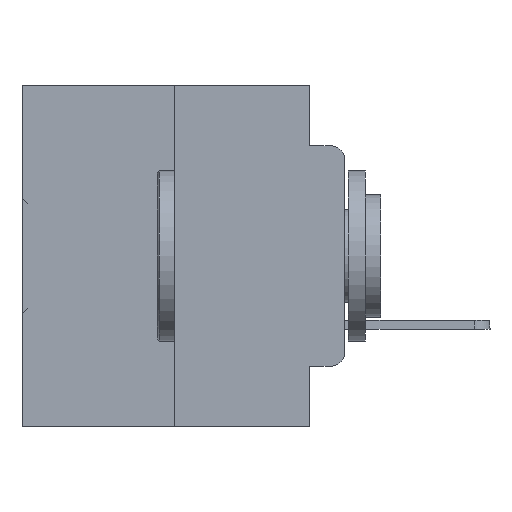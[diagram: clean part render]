
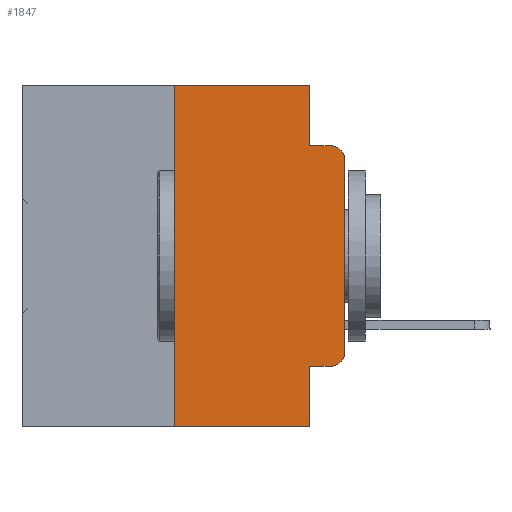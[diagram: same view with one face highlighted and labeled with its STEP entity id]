
A CAD part, left-side view. The second image highlights one B-rep face of the part: STEP entity #1847.
In plain terms, the highlighted planar face has unit normal (-1, 0, 0).
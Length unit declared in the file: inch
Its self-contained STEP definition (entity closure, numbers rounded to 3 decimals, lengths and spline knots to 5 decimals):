
#639 = CARTESIAN_POINT ( 'NONE',  ( 0., 0., -0.1085 ) ) ;
#666 = DIRECTION ( 'NONE',  ( 0., -1., 0. ) ) ;
#962 = ORIENTED_EDGE ( 'NONE', *, *, #22567, .F. ) ;
#1847 = ADVANCED_FACE ( 'NONE', ( #28333 ), #14209, .F. ) ;
#2248 = DIRECTION ( 'NONE',  ( 0., -1., 0. ) ) ;
#2403 = DIRECTION ( 'NONE',  ( 0., -1., 0. ) ) ;
#3198 = VERTEX_POINT ( 'NONE', #34589 ) ;
#4214 = ORIENTED_EDGE ( 'NONE', *, *, #10291, .T. ) ;
#5075 = DIRECTION ( 'NONE',  ( -1., 0., 0. ) ) ;
#5165 = CARTESIAN_POINT ( 'NONE',  ( 0., 0.473, 0. ) ) ;
#5200 = CARTESIAN_POINT ( 'NONE',  ( 0., 0.051, -0.4115 ) ) ;
#5725 = CARTESIAN_POINT ( 'NONE',  ( 0., 0.051, 0. ) ) ;
#6811 = VERTEX_POINT ( 'NONE', #639 ) ;
#7231 = CARTESIAN_POINT ( 'NONE',  ( 0., 0.473, -0.5 ) ) ;
#7458 = ORIENTED_EDGE ( 'NONE', *, *, #19437, .T. ) ;
#8210 = VECTOR ( 'NONE', #23286, 39.37008 ) ;
#8374 = CARTESIAN_POINT ( 'NONE',  ( 0., 0.02, -0.1085 ) ) ;
#8684 = ORIENTED_EDGE ( 'NONE', *, *, #20325, .T. ) ;
#8820 = EDGE_CURVE ( 'NONE', #34933, #3198, #19662, .T. ) ;
#9751 = CARTESIAN_POINT ( 'NONE',  ( 0., 0.051, -0.5 ) ) ;
#9846 = EDGE_CURVE ( 'NONE', #30626, #34933, #30325, .T. ) ;
#10291 = EDGE_CURVE ( 'NONE', #6811, #14532, #20156, .T. ) ;
#10935 = CARTESIAN_POINT ( 'NONE',  ( 0., 0.473, 0. ) ) ;
#12394 = DIRECTION ( 'NONE',  ( 0., -1., 0. ) ) ;
#12530 = CARTESIAN_POINT ( 'NONE',  ( 0., 0.25, -0.5 ) ) ;
#12804 = DIRECTION ( 'NONE',  ( -1., 0., 0. ) ) ;
#12822 = EDGE_CURVE ( 'NONE', #25305, #24377, #16158, .T. ) ;
#13709 = AXIS2_PLACEMENT_3D ( 'NONE', #8374, #5075, #27460 ) ;
#13713 = ORIENTED_EDGE ( 'NONE', *, *, #31514, .F. ) ;
#13913 = CARTESIAN_POINT ( 'NONE',  ( 0., 0.051, 0. ) ) ;
#14209 = PLANE ( 'NONE',  #25671 ) ;
#14532 = VERTEX_POINT ( 'NONE', #27466 ) ;
#15440 = VECTOR ( 'NONE', #2403, 39.37008 ) ;
#15541 = AXIS2_PLACEMENT_3D ( 'NONE', #26538, #12804, #21587 ) ;
#15786 = VECTOR ( 'NONE', #36039, 39.37008 ) ;
#15896 = ORIENTED_EDGE ( 'NONE', *, *, #28783, .T. ) ;
#16158 = CIRCLE ( 'NONE', #15541, 0.02 ) ;
#17347 = VERTEX_POINT ( 'NONE', #22155 ) ;
#17623 = VECTOR ( 'NONE', #28181, 39.37008 ) ;
#18037 = EDGE_LOOP ( 'NONE', ( #8684, #4214, #962, #27091, #34751, #26629, #15896, #13713, #7458, #19171 ) ) ;
#18166 = CARTESIAN_POINT ( 'NONE',  ( 0., 0.25, 0. ) ) ;
#19171 = ORIENTED_EDGE ( 'NONE', *, *, #12822, .T. ) ;
#19199 = LINE ( 'NONE', #30402, #25145 ) ;
#19437 = EDGE_CURVE ( 'NONE', #17347, #25305, #30355, .T. ) ;
#19529 = DIRECTION ( 'NONE',  ( 1., 0., 0. ) ) ;
#19662 = LINE ( 'NONE', #5725, #15786 ) ;
#19713 = VERTEX_POINT ( 'NONE', #9751 ) ;
#19813 = CARTESIAN_POINT ( 'NONE',  ( 0., 0.25, 0. ) ) ;
#20156 = CIRCLE ( 'NONE', #13709, 0.02 ) ;
#20325 = EDGE_CURVE ( 'NONE', #24377, #6811, #19199, .T. ) ;
#21063 = EDGE_CURVE ( 'NONE', #23680, #30626, #29182, .T. ) ;
#21587 = DIRECTION ( 'NONE',  ( 0., 0., -1. ) ) ;
#22155 = CARTESIAN_POINT ( 'NONE',  ( 0., 0.051, -0.4115 ) ) ;
#22567 = EDGE_CURVE ( 'NONE', #3198, #14532, #30817, .T. ) ;
#22892 = CARTESIAN_POINT ( 'NONE',  ( 0., 0.051, -0.0885 ) ) ;
#23286 = DIRECTION ( 'NONE',  ( 0., 0., 1. ) ) ;
#23680 = VERTEX_POINT ( 'NONE', #12530 ) ;
#24022 = VECTOR ( 'NONE', #2248, 39.37008 ) ;
#24377 = VERTEX_POINT ( 'NONE', #35568 ) ;
#25145 = VECTOR ( 'NONE', #36279, 39.37008 ) ;
#25305 = VERTEX_POINT ( 'NONE', #33756 ) ;
#25671 = AXIS2_PLACEMENT_3D ( 'NONE', #10935, #19529, #27615 ) ;
#26538 = CARTESIAN_POINT ( 'NONE',  ( 0., 0.02, -0.3915 ) ) ;
#26629 = ORIENTED_EDGE ( 'NONE', *, *, #21063, .F. ) ;
#27091 = ORIENTED_EDGE ( 'NONE', *, *, #8820, .F. ) ;
#27460 = DIRECTION ( 'NONE',  ( 0., 0., -1. ) ) ;
#27466 = CARTESIAN_POINT ( 'NONE',  ( 0., 0.02, -0.0885 ) ) ;
#27615 = DIRECTION ( 'NONE',  ( 0., 0., -1. ) ) ;
#28181 = DIRECTION ( 'NONE',  ( 0., 0., -1. ) ) ;
#28333 = FACE_OUTER_BOUND ( 'NONE', #18037, .T. ) ;
#28783 = EDGE_CURVE ( 'NONE', #23680, #19713, #29274, .T. ) ;
#29182 = LINE ( 'NONE', #18166, #8210 ) ;
#29274 = LINE ( 'NONE', #7231, #33302 ) ;
#30079 = VECTOR ( 'NONE', #666, 39.37008 ) ;
#30325 = LINE ( 'NONE', #5165, #15440 ) ;
#30355 = LINE ( 'NONE', #5200, #24022 ) ;
#30402 = CARTESIAN_POINT ( 'NONE',  ( 0., 0., 0. ) ) ;
#30626 = VERTEX_POINT ( 'NONE', #19813 ) ;
#30817 = LINE ( 'NONE', #22892, #30079 ) ;
#31514 = EDGE_CURVE ( 'NONE', #17347, #19713, #33678, .T. ) ;
#33302 = VECTOR ( 'NONE', #12394, 39.37008 ) ;
#33678 = LINE ( 'NONE', #36282, #17623 ) ;
#33756 = CARTESIAN_POINT ( 'NONE',  ( 0., 0.02, -0.4115 ) ) ;
#34589 = CARTESIAN_POINT ( 'NONE',  ( 0., 0.051, -0.0885 ) ) ;
#34751 = ORIENTED_EDGE ( 'NONE', *, *, #9846, .F. ) ;
#34933 = VERTEX_POINT ( 'NONE', #13913 ) ;
#35568 = CARTESIAN_POINT ( 'NONE',  ( 0., 0., -0.3915 ) ) ;
#36039 = DIRECTION ( 'NONE',  ( 0., 0., -1. ) ) ;
#36279 = DIRECTION ( 'NONE',  ( 0., 0., 1. ) ) ;
#36282 = CARTESIAN_POINT ( 'NONE',  ( 0., 0.051, 0. ) ) ;
